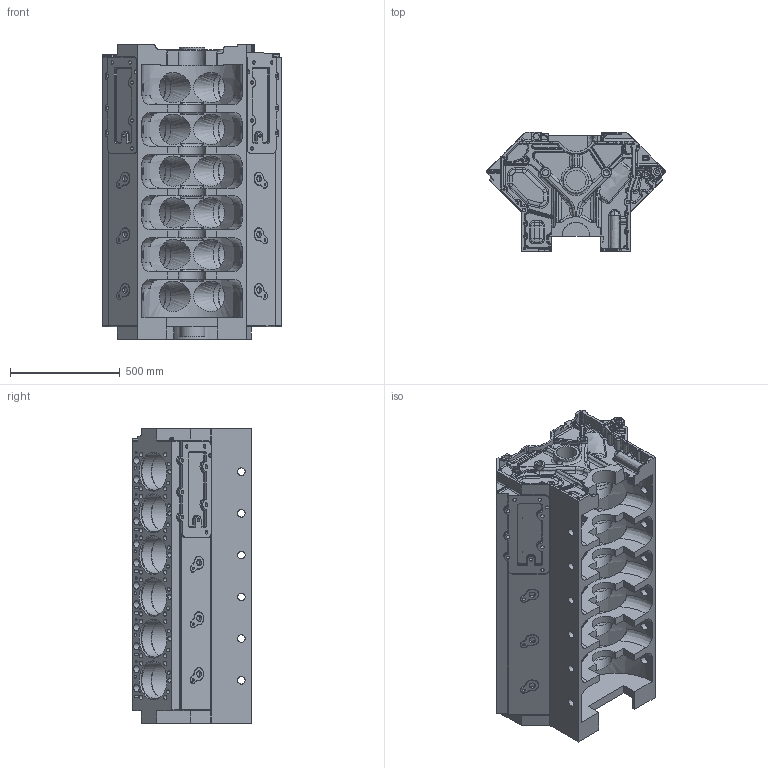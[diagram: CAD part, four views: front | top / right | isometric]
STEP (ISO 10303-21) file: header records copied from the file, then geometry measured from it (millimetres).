
FILE_DESCRIPTION(('FreeCAD Model'),'2;1');
FILE_NAME('Open CASCADE Shape Model','2025-05-03T13:39:15',('FreeCAD'),( 'FreeCAD'),'Open CASCADE STEP processor 7.6','FreeCAD','Unknown');
FILE_SCHEMA(('AUTOMOTIVE_DESIGN { 1 0 10303 214 1 1 1 1 }'));
Products named in the file (1): Open CASCADE STEP translator 7.6 1
Bounding box: 821.25 x 542.78 x 1345.41 mm (x, y, z)
Volume: 196070406.8 mm3; surface area: 8090690.8 mm2
Topology: 1 solids, 2 shells, 3121 faces, 7322 edges, 4295 vertices
Faces by surface type: bspline 3121
Entity records: 100103 total; most frequent: CARTESIAN_POINT 59820, ORIENTED_EDGE 14262, EDGE_CURVE 7131, VERTEX_POINT 4295, B_SPLINE_CURVE_WITH_KNOTS 3535, FACE_BOUND 3482, EDGE_LOOP 3482, ADVANCED_FACE 3121
